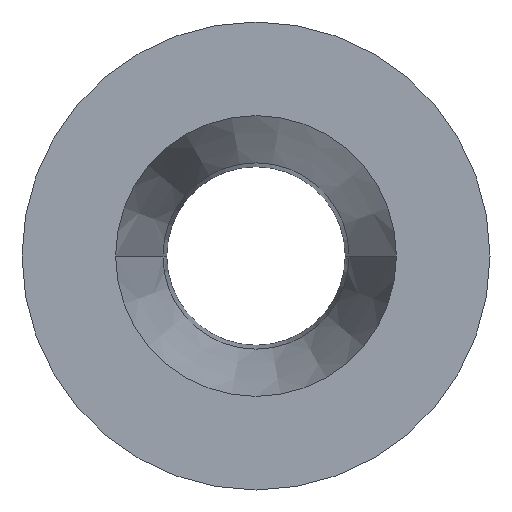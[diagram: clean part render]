
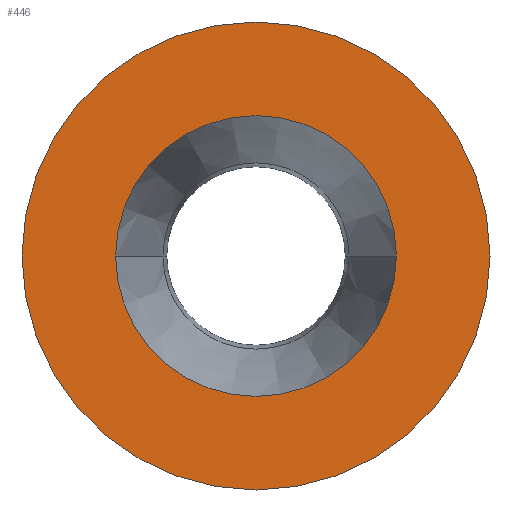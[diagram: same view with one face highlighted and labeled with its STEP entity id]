
A CAD part, front view. The second image highlights one B-rep face of the part: STEP entity #446.
In plain terms, the highlighted planar face has unit normal (0, -1, 0).
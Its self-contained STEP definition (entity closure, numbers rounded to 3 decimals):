
#123=CARTESIAN_POINT('',(0.,0.,0.));
#124=DIRECTION('',(0.,1.,0.));
#125=DIRECTION('',(1.,0.,0.));
#126=AXIS2_PLACEMENT_3D('',#123,#124,#125);
#128=CARTESIAN_POINT('',(0.,0.,0.));
#129=DIRECTION('',(0.,-1.,0.));
#130=DIRECTION('',(1.,0.,0.));
#131=AXIS2_PLACEMENT_3D('',#128,#129,#130);
#133=CARTESIAN_POINT('',(0.,0.,0.));
#134=DIRECTION('',(0.,-1.,0.));
#135=DIRECTION('',(1.,0.,0.));
#136=AXIS2_PLACEMENT_3D('',#133,#134,#135);
#146=CARTESIAN_POINT('',(0.,0.,0.));
#147=DIRECTION('',(0.,1.,0.));
#148=DIRECTION('',(1.,0.,0.));
#149=AXIS2_PLACEMENT_3D('',#146,#147,#148);
#211=CARTESIAN_POINT('',(15.,0.,0.));
#212=VERTEX_POINT('',#211);
#213=CARTESIAN_POINT('',(25.,0.,0.));
#215=VERTEX_POINT('',#213);
#235=CARTESIAN_POINT('',(-15.,0.,0.));
#236=VERTEX_POINT('',#235);
#237=CARTESIAN_POINT('',(-25.,0.,0.));
#239=VERTEX_POINT('',#237);
#431=CARTESIAN_POINT('',(0.,0.,0.));
#432=DIRECTION('',(0.,-1.,0.));
#433=DIRECTION('',(-1.,0.,0.));
#434=AXIS2_PLACEMENT_3D('',#431,#432,#433);
#435=PLANE('',#434);
#437=ORIENTED_EDGE('',*,*,#436,.F.);
#439=ORIENTED_EDGE('',*,*,#438,.T.);
#440=EDGE_LOOP('',(#437,#439));
#441=FACE_OUTER_BOUND('',#440,.F.);
#442=ORIENTED_EDGE('',*,*,#424,.F.);
#443=ORIENTED_EDGE('',*,*,#413,.T.);
#444=EDGE_LOOP('',(#442,#443));
#445=FACE_BOUND('',#444,.F.);
#446=ADVANCED_FACE('',(#441,#445),#435,.T.);
#127=CIRCLE('',#126,15.);
#132=CIRCLE('',#131,15.);
#137=CIRCLE('',#136,25.);
#150=CIRCLE('',#149,25.);
#413=EDGE_CURVE('',#212,#236,#132,.T.);
#424=EDGE_CURVE('',#212,#236,#127,.T.);
#436=EDGE_CURVE('',#215,#239,#137,.T.);
#438=EDGE_CURVE('',#215,#239,#150,.T.);
